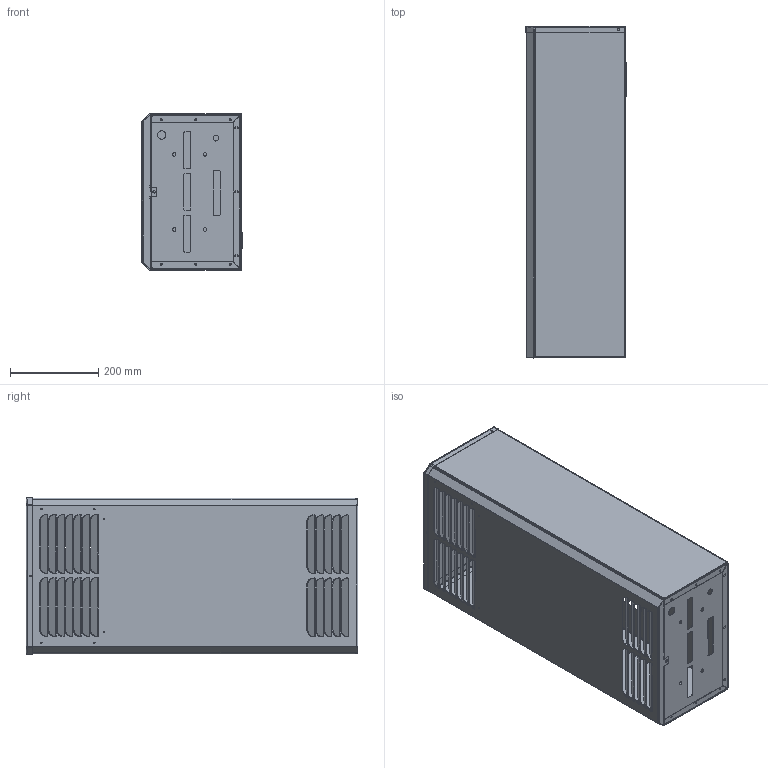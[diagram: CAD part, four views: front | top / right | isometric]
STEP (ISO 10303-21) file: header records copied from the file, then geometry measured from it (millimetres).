
FILE_DESCRIPTION (( 'STEP AP203' ), '1' );
FILE_NAME ('OUT1000-MONTAJ.STEP', '2023-01-25T07:52:33', ( '' ), ( '' ), 'SwSTEP 2.0', 'SolidWorks 2011', '' );
FILE_SCHEMA (( 'CONFIG_CONTROL_DESIGN' ));
Products named in the file (7): Digital Display Controller-K; OUT1000-MONTAJ; OUT1000-ONKAPAK; OUT1000-ARKAKAPAK; OUT1000-USTKAPAK; OUT1000-MOTORALTSACI2; OUT1000-GOVDE
Assembly tree (6 placements, depth 2):
  OUT1000-MONTAJ
    OUT1000-GOVDE
    OUT1000-USTKAPAK
    OUT1000-ONKAPAK
    Digital Display Controller-K
    OUT1000-MOTORALTSACI2
    OUT1000-ARKAKAPAK
Bounding box: 227.46 x 751.21 x 354.12 mm (x, y, z)
Volume: 1088171.1 mm3; surface area: 2194577.9 mm2
Topology: 6 solids, 6 shells, 1435 faces, 3905 edges, 2446 vertices
Faces by surface type: cylinder 732, plane 493, bspline 210
Entity records: 48466 total; most frequent: CARTESIAN_POINT 12235, ORIENTED_EDGE 7810, DIRECTION 6927, EDGE_CURVE 3905, AXIS2_PLACEMENT_3D 2534, VERTEX_POINT 2446, VECTOR 1859, LINE 1859
